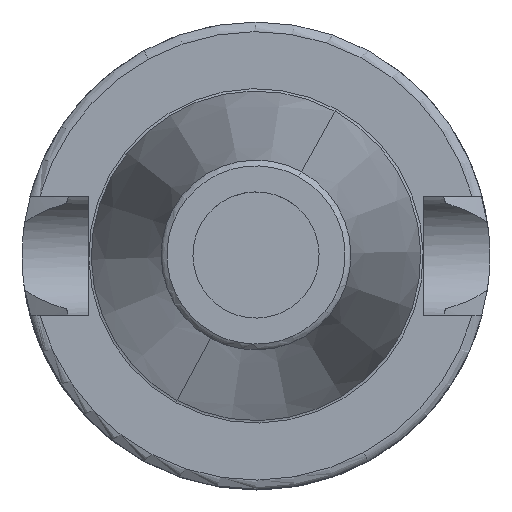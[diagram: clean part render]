
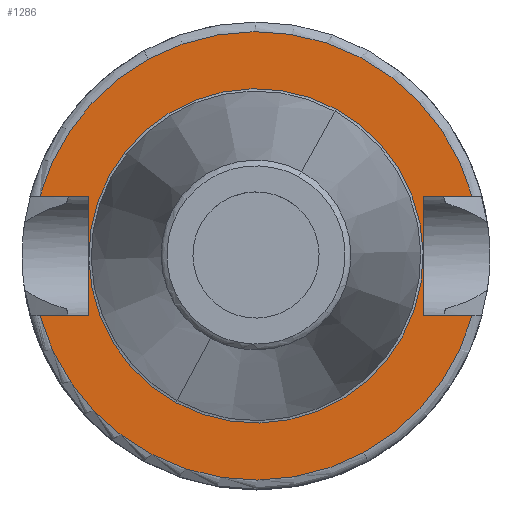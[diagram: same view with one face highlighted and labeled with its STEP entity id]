
A CAD part, top view. The second image highlights one B-rep face of the part: STEP entity #1286.
In plain terms, the highlighted planar face has unit normal (0, 0, 1).
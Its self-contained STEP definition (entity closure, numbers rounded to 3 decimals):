
#1224=AXIS2_PLACEMENT_3D('Circle Axis2P3D',#1222,#1223,$) ;
#1237=AXIS2_PLACEMENT_3D('Plane Axis2P3D',#1234,#1235,#1236) ;
#1241=AXIS2_PLACEMENT_3D('Circle Axis2P3D',#1239,#1240,$) ;
#1248=AXIS2_PLACEMENT_3D('Circle Axis2P3D',#1246,#1247,$) ;
#1253=AXIS2_PLACEMENT_3D('Circle Axis2P3D',#1251,#1252,$) ;
#1270=AXIS2_PLACEMENT_3D('Circle Axis2P3D',#1268,#1269,$) ;
#1279=AXIS2_PLACEMENT_3D('Circle Axis2P3D',#1277,#1278,$) ;
#826=CARTESIAN_POINT('Vertex',(-22.6,8.05,-2.)) ;
#829=CARTESIAN_POINT('Line Origine',(-25.854,8.05,-2.)) ;
#833=CARTESIAN_POINT('Vertex',(-29.107,8.05,-2.)) ;
#876=CARTESIAN_POINT('Vertex',(-22.6,-8.05,-2.)) ;
#879=CARTESIAN_POINT('Line Origine',(-22.6,0.,-2.)) ;
#915=CARTESIAN_POINT('Vertex',(-29.107,-8.05,-2.)) ;
#918=CARTESIAN_POINT('Line Origine',(-25.854,-8.05,-2.)) ;
#993=CARTESIAN_POINT('Vertex',(22.6,-8.05,-2.)) ;
#996=CARTESIAN_POINT('Line Origine',(25.854,-8.05,-2.)) ;
#1000=CARTESIAN_POINT('Vertex',(29.107,-8.05,-2.)) ;
#1053=CARTESIAN_POINT('Vertex',(22.6,8.05,-2.)) ;
#1056=CARTESIAN_POINT('Line Origine',(22.6,0.,-2.)) ;
#1095=CARTESIAN_POINT('Vertex',(29.107,8.05,-2.)) ;
#1098=CARTESIAN_POINT('Line Origine',(25.854,8.05,-2.)) ;
#1219=CARTESIAN_POINT('Vertex',(-14.479,26.503,-2.)) ;
#1222=CARTESIAN_POINT('Axis2P3D Location',(0.,0.,-2.)) ;
#1234=CARTESIAN_POINT('Axis2P3D Location',(0.,22.517,-2.)) ;
#1239=CARTESIAN_POINT('Axis2P3D Location',(0.,0.,-2.)) ;
#1243=CARTESIAN_POINT('Vertex',(14.479,-26.503,-2.)) ;
#1246=CARTESIAN_POINT('Axis2P3D Location',(0.,0.,-2.)) ;
#1251=CARTESIAN_POINT('Axis2P3D Location',(0.,0.,-2.)) ;
#1268=CARTESIAN_POINT('Axis2P3D Location',(0.,0.,-2.)) ;
#1272=CARTESIAN_POINT('Vertex',(-10.795,-19.76,-1.999)) ;
#1274=CARTESIAN_POINT('Vertex',(10.795,19.76,-1.999)) ;
#1277=CARTESIAN_POINT('Axis2P3D Location',(0.,0.,-2.)) ;
#830=DIRECTION('Vector Direction',(-1.,0.,0.)) ;
#880=DIRECTION('Vector Direction',(0.,1.,0.)) ;
#919=DIRECTION('Vector Direction',(1.,0.,0.)) ;
#997=DIRECTION('Vector Direction',(-1.,0.,0.)) ;
#1057=DIRECTION('Vector Direction',(0.,1.,0.)) ;
#1099=DIRECTION('Vector Direction',(1.,0.,0.)) ;
#1223=DIRECTION('Axis2P3D Direction',(0.,0.,1.)) ;
#1235=DIRECTION('Axis2P3D Direction',(0.,0.,-1.)) ;
#1236=DIRECTION('Axis2P3D XDirection',(1.,0.,0.)) ;
#1240=DIRECTION('Axis2P3D Direction',(0.,0.,-1.)) ;
#1247=DIRECTION('Axis2P3D Direction',(0.,0.,-1.)) ;
#1252=DIRECTION('Axis2P3D Direction',(0.,0.,-1.)) ;
#1269=DIRECTION('Axis2P3D Direction',(0.,0.,-1.)) ;
#1278=DIRECTION('Axis2P3D Direction',(0.,0.,-1.)) ;
#831=VECTOR('Line Direction',#830,1.) ;
#881=VECTOR('Line Direction',#880,1.) ;
#920=VECTOR('Line Direction',#919,1.) ;
#998=VECTOR('Line Direction',#997,1.) ;
#1058=VECTOR('Line Direction',#1057,1.) ;
#1100=VECTOR('Line Direction',#1099,1.) ;
#1257=ORIENTED_EDGE('',*,*,#1226,.F.) ;
#1258=ORIENTED_EDGE('',*,*,#835,.F.) ;
#1259=ORIENTED_EDGE('',*,*,#883,.F.) ;
#1260=ORIENTED_EDGE('',*,*,#922,.F.) ;
#1261=ORIENTED_EDGE('',*,*,#1245,.F.) ;
#1262=ORIENTED_EDGE('',*,*,#1250,.F.) ;
#1263=ORIENTED_EDGE('',*,*,#1002,.T.) ;
#1264=ORIENTED_EDGE('',*,*,#1060,.T.) ;
#1265=ORIENTED_EDGE('',*,*,#1102,.T.) ;
#1266=ORIENTED_EDGE('',*,*,#1255,.F.) ;
#1283=ORIENTED_EDGE('',*,*,#1276,.T.) ;
#1284=ORIENTED_EDGE('',*,*,#1281,.T.) ;
#1285=FACE_BOUND('',#1282,.T.) ;
#1286=ADVANCED_FACE('NO_CUT',(#1267,#1285),#1238,.F.) ;
#1225=CIRCLE('generated circle',#1224,30.2) ;
#1242=CIRCLE('generated circle',#1241,30.2) ;
#1249=CIRCLE('generated circle',#1248,30.2) ;
#1254=CIRCLE('generated circle',#1253,30.2) ;
#1271=CIRCLE('generated circle',#1270,22.517) ;
#1280=CIRCLE('generated circle',#1279,22.517) ;
#835=EDGE_CURVE('',#827,#834,#832,.T.) ;
#883=EDGE_CURVE('',#877,#827,#882,.T.) ;
#922=EDGE_CURVE('',#916,#877,#921,.T.) ;
#1002=EDGE_CURVE('',#1001,#994,#999,.T.) ;
#1060=EDGE_CURVE('',#994,#1054,#1059,.T.) ;
#1102=EDGE_CURVE('',#1054,#1096,#1101,.T.) ;
#1226=EDGE_CURVE('',#834,#1220,#1225,.F.) ;
#1245=EDGE_CURVE('',#1244,#916,#1242,.T.) ;
#1250=EDGE_CURVE('',#1001,#1244,#1249,.T.) ;
#1255=EDGE_CURVE('',#1220,#1096,#1254,.T.) ;
#1276=EDGE_CURVE('',#1273,#1275,#1271,.T.) ;
#1281=EDGE_CURVE('',#1275,#1273,#1280,.T.) ;
#1256=EDGE_LOOP('',(#1257,#1258,#1259,#1260,#1261,#1262,#1263,#1264,#1265,#1266)) ;
#1282=EDGE_LOOP('',(#1283,#1284)) ;
#1267=FACE_OUTER_BOUND('',#1256,.T.) ;
#832=LINE('Line',#829,#831) ;
#882=LINE('Line',#879,#881) ;
#921=LINE('Line',#918,#920) ;
#999=LINE('Line',#996,#998) ;
#1059=LINE('Line',#1056,#1058) ;
#1101=LINE('Line',#1098,#1100) ;
#1238=PLANE('',#1237) ;
#827=VERTEX_POINT('',#826) ;
#834=VERTEX_POINT('',#833) ;
#877=VERTEX_POINT('',#876) ;
#916=VERTEX_POINT('',#915) ;
#994=VERTEX_POINT('',#993) ;
#1001=VERTEX_POINT('',#1000) ;
#1054=VERTEX_POINT('',#1053) ;
#1096=VERTEX_POINT('',#1095) ;
#1220=VERTEX_POINT('',#1219) ;
#1244=VERTEX_POINT('',#1243) ;
#1273=VERTEX_POINT('',#1272) ;
#1275=VERTEX_POINT('',#1274) ;
